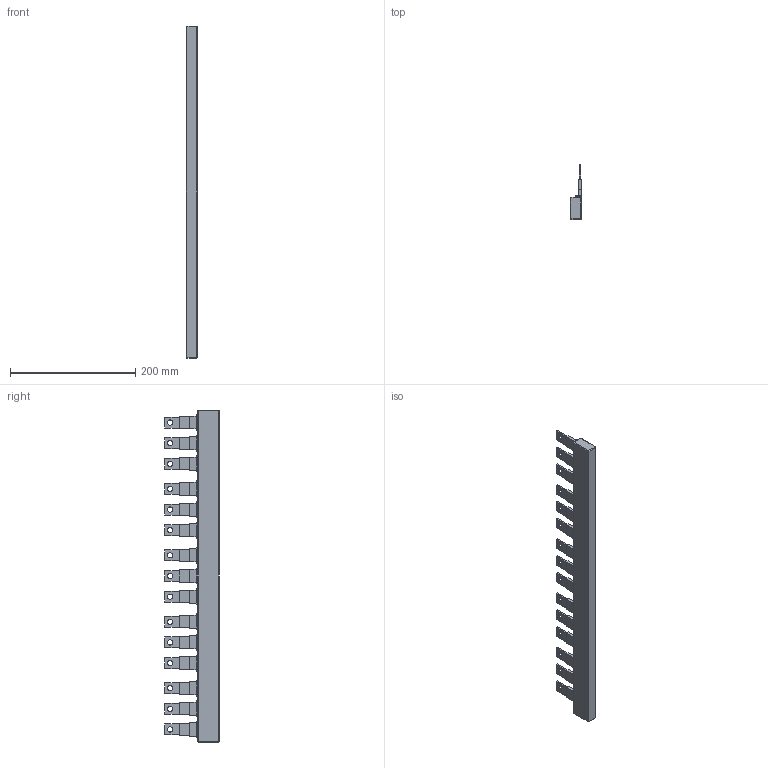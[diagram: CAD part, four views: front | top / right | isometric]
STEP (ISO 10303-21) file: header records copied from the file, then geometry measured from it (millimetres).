
FILE_DESCRIPTION((''),'2;1');
FILE_NAME('ASM0002_ASM','2023-10-09T09:10:44',('klemen.sitar'),('Audax d.o.o.'),'CREO PARAMETRIC BY PTC INC, 2021304','CREO PARAMETRIC BY PTC INC, 2021304','');
FILE_SCHEMA(('AP242_MANAGED_MODEL_BASED_3D_ENGINEERING_MIM_LF { 1 0 10303 442 1 1 4 }'));
Length unit declared in the file: millimetre
Products named in the file (3): PRT0004; PRT0006; ASM0002_ASM
Assembly tree (2 placements, depth 2):
  ASM0002_ASM
    PRT0004
    PRT0006
Bounding box: 18.16 x 87.5 x 530 mm (x, y, z)
Volume: 376313.9 mm3; surface area: 92665.6 mm2
Topology: 16 solids, 16 shells, 596 faces, 1443 edges, 894 vertices
Faces by surface type: plane 336, cylinder 192, sphere 68
Entity records: 26236 total; most frequent: CARTESIAN_POINT 3260, DIRECTION 2999, ORIENTED_EDGE 2886, PRESENTATION_STYLE_ASSIGNMENT 2055, STYLED_ITEM 2055, CURVE_STYLE 1443, EDGE_CURVE 1443, VECTOR 1029
